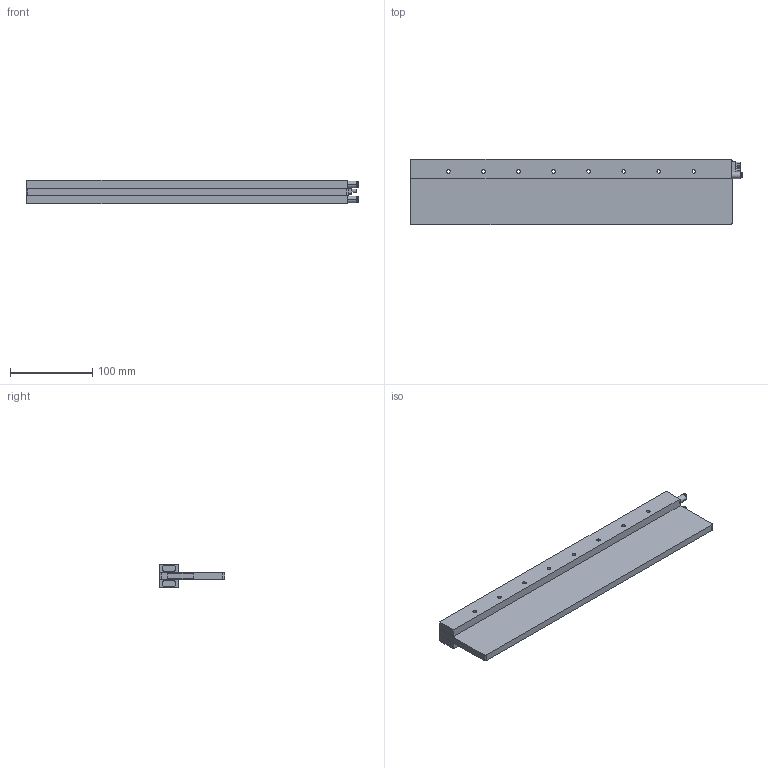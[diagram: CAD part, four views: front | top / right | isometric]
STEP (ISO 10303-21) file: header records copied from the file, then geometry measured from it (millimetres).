
FILE_DESCRIPTION((''),'2;1');
FILE_NAME('1266480-05-COOLED-D01-00-A','2019-03-08T08:15:09',('CH5795'),(''),'CREO PARAMETRIC BY PTC INC, 2017380','CREO PARAMETRIC BY PTC INC, 2017380','');
FILE_SCHEMA(('AUTOMOTIVE_DESIGN { 1 0 10303 214 1 1 1 1 }'));
Length unit declared in the file: millimetre
Products named in the file (1): 1266480-05-COOLED-D01-00-A
Bounding box: 404.1 x 79.8 x 28.4 mm (x, y, z)
Volume: 446659.3 mm3; surface area: 91266.2 mm2
Topology: 1 solids, 1 shells, 115 faces, 288 edges, 188 vertices
Faces by surface type: cylinder 60, plane 55
Entity records: 3968 total; most frequent: DIRECTION 642, CARTESIAN_POINT 593, ORIENTED_EDGE 576, EDGE_CURVE 288, AXIS2_PLACEMENT_3D 239, VERTEX_POINT 188, VECTOR 164, LINE 164
